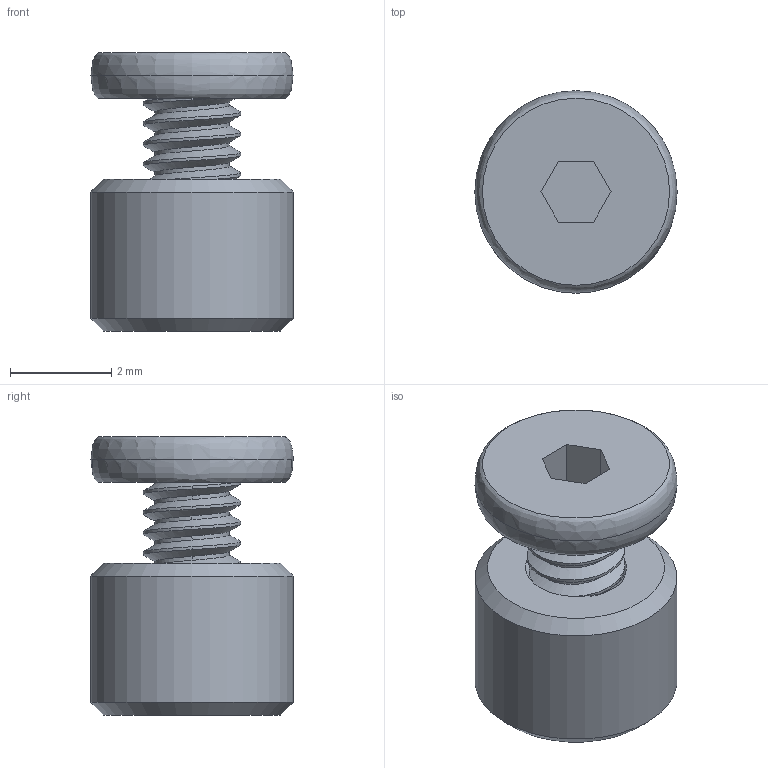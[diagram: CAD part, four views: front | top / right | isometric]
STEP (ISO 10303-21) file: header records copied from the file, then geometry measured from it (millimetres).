
FILE_DESCRIPTION(/* description */ (''),/* implementation_level */ '2;1');
FILE_NAME(/* name */ 'M2x3Screw and M2x3Spacer.step',/* time_stamp */ '2021-03-16T14:43:39+09:00',/* author */ (''),/* organization */ (''),/* preprocessor_version */ 'ST-DEVELOPER v18.1',/* originating_system */ 'Autodesk Translation Framework v9.10.0.1330',/* authorisation */ '');
FILE_SCHEMA (('AUTOMOTIVE_DESIGN { 1 0 10303 214 3 1 1 }'));
Length unit declared in the file: millimetre
Products named in the file (3): M2x3Screw and M2x3Spacer; Screw; Spacer
Assembly tree (2 placements, depth 2):
  M2x3Screw and M2x3Spacer
    Screw
    Spacer
Bounding box: 4 x 4 x 5.5 mm (x, y, z)
Volume: 45.5 mm3; surface area: 144.4 mm2
Topology: 2 solids, 2 shells, 59 faces, 158 edges, 105 vertices
Faces by surface type: cylinder 34, plane 12, cone 7, bspline 6
Full cylindrical faces by diameter (mm): 1.478 x4, 1.623 x2, 1.933 x4, 2.074 x4, 4 x1
Entity records: 4516 total; most frequent: CARTESIAN_POINT 3102, ORIENTED_EDGE 316, DIRECTION 213, EDGE_CURVE 158, VERTEX_POINT 105, B_SPLINE_CURVE_WITH_KNOTS 81, AXIS2_PLACEMENT_3D 80, EDGE_LOOP 63
